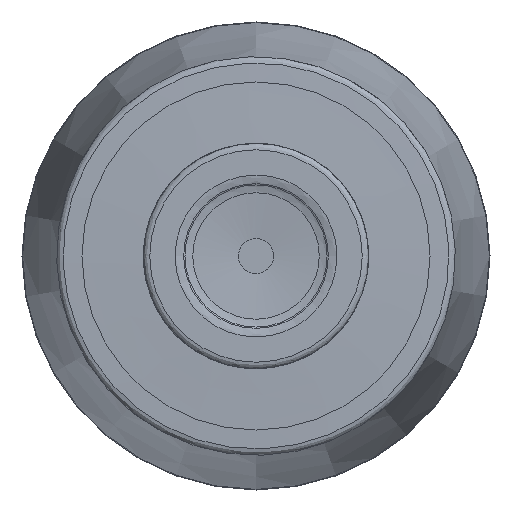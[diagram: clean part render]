
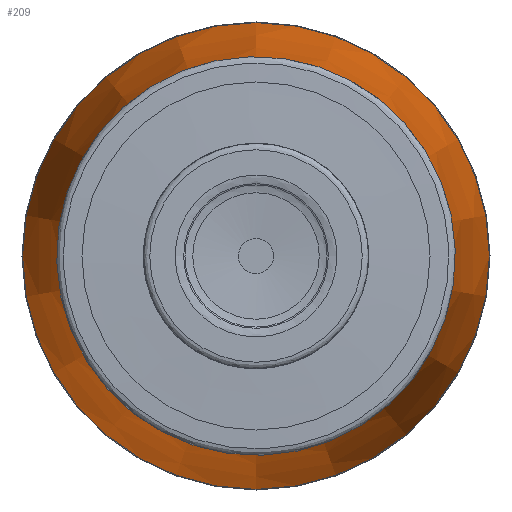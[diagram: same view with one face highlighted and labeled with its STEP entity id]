
A CAD part, left-side view. The second image highlights one B-rep face of the part: STEP entity #209.
In plain terms, the highlighted conical face has half-angle 9.402 degrees and reference radius 26.933 mm.
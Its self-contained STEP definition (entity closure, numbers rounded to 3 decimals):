
#102=CONICAL_SURFACE('',#555,26.933,9.402);
#146=FACE_BOUND('',#274,.T.);
#147=FACE_BOUND('',#275,.T.);
#209=ADVANCED_FACE('',(#146,#147),#102,.T.);
#274=EDGE_LOOP('',(#354));
#275=EDGE_LOOP('',(#355));
#354=ORIENTED_EDGE('',*,*,#460,.T.);
#355=ORIENTED_EDGE('',*,*,#459,.F.);
#419=VERTEX_POINT('',#780);
#420=VERTEX_POINT('',#783);
#459=EDGE_CURVE('',#419,#419,#499,.T.);
#460=EDGE_CURVE('',#420,#420,#500,.T.);
#499=CIRCLE('',#552,26.933);
#500=CIRCLE('',#554,22.567);
#552=AXIS2_PLACEMENT_3D('',#779,#645,#646);
#554=AXIS2_PLACEMENT_3D('',#782,#649,#650);
#555=AXIS2_PLACEMENT_3D('',#784,#651,#652);
#645=DIRECTION('',(1.,0.,0.));
#646=DIRECTION('',(0.,0.,1.));
#649=DIRECTION('',(1.,0.,0.));
#650=DIRECTION('',(0.,0.,1.));
#651=DIRECTION('',(1.,0.,0.));
#652=DIRECTION('',(0.,0.,-1.));
#779=CARTESIAN_POINT('',(170.183,0.,0.));
#780=CARTESIAN_POINT('',(170.183,0.,26.933));
#782=CARTESIAN_POINT('',(143.817,0.,0.));
#783=CARTESIAN_POINT('',(143.817,0.,22.567));
#784=CARTESIAN_POINT('',(170.183,0.,0.));
